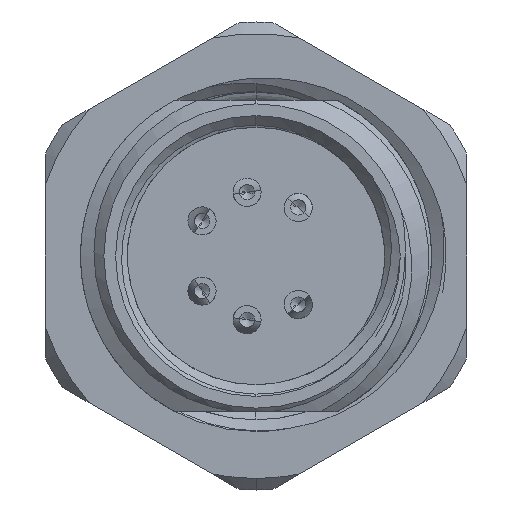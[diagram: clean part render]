
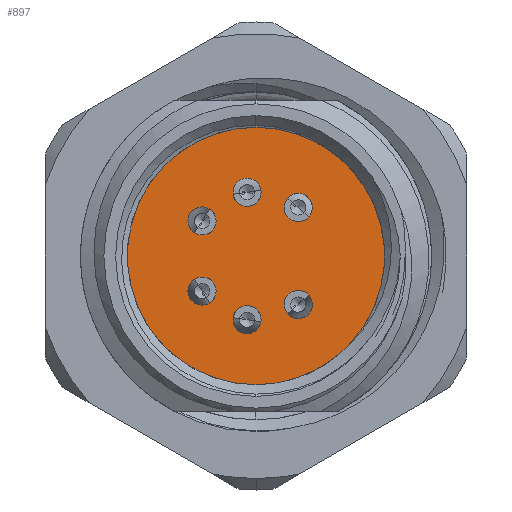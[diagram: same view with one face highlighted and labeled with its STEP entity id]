
A CAD part, left-side view. The second image highlights one B-rep face of the part: STEP entity #897.
In plain terms, the highlighted planar face has unit normal (-1, 0, 0).
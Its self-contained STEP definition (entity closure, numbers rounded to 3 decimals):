
#105 = DIRECTION ( 'NONE',  ( -1., 0., 0. ) ) ;
#127 = ORIENTED_EDGE ( 'NONE', *, *, #3591, .T. ) ;
#167 = AXIS2_PLACEMENT_3D ( 'NONE', #6891, #7313, #2706 ) ;
#182 = DIRECTION ( 'NONE',  ( 0., 0., 1. ) ) ;
#241 = CARTESIAN_POINT ( 'NONE',  ( -11.2, 0.383, 2.723 ) ) ;
#291 = DIRECTION ( 'NONE',  ( -1., 0., 0. ) ) ;
#316 = AXIS2_PLACEMENT_3D ( 'NONE', #2452, #4481, #1539 ) ;
#368 = AXIS2_PLACEMENT_3D ( 'NONE', #6530, #105, #4841 ) ;
#405 = EDGE_CURVE ( 'NONE', #2805, #4950, #7009, .T. ) ;
#722 = CARTESIAN_POINT ( 'NONE',  ( -11.2, 0.383, 2.723 ) ) ;
#740 = CIRCLE ( 'NONE', #3994, 0.6 ) ;
#771 = EDGE_LOOP ( 'NONE', ( #10273, #3547 ) ) ;
#799 = VERTEX_POINT ( 'NONE', #11756 ) ;
#815 = CARTESIAN_POINT ( 'NONE',  ( -11.2, 4., 0. ) ) ;
#846 = CARTESIAN_POINT ( 'NONE',  ( -11.2, 2.306, -2.098 ) ) ;
#897 = ADVANCED_FACE ( 'NONE', ( #10925, #5250, #5317, #5436, #8913, #9105, #9963 ), #4545, .F. ) ;
#912 = CIRCLE ( 'NONE', #167, 6. ) ;
#1035 = EDGE_CURVE ( 'NONE', #6584, #4936, #6807, .T. ) ;
#1048 = CIRCLE ( 'NONE', #6425, 0.6 ) ;
#1054 = DIRECTION ( 'NONE',  ( 0., 0., 1. ) ) ;
#1085 = CIRCLE ( 'NONE', #7790, 0.6 ) ;
#1412 = CARTESIAN_POINT ( 'NONE',  ( -11.2, 2.306, 1.498 ) ) ;
#1475 = VERTEX_POINT ( 'NONE', #8345 ) ;
#1539 = DIRECTION ( 'NONE',  ( 0., 0., 1. ) ) ;
#1580 = ORIENTED_EDGE ( 'NONE', *, *, #2931, .F. ) ;
#1760 = CARTESIAN_POINT ( 'NONE',  ( -11.2, 0.383, 3.323 ) ) ;
#1811 = DIRECTION ( 'NONE',  ( 0., 0., 1. ) ) ;
#1820 = CARTESIAN_POINT ( 'NONE',  ( -11.2, 0.383, -3.323 ) ) ;
#1942 = DIRECTION ( 'NONE',  ( -1., 0., 0. ) ) ;
#2052 = AXIS2_PLACEMENT_3D ( 'NONE', #815, #7305, #8198 ) ;
#2087 = EDGE_LOOP ( 'NONE', ( #6988, #1580 ) ) ;
#2204 = VERTEX_POINT ( 'NONE', #2505 ) ;
#2360 = EDGE_LOOP ( 'NONE', ( #10978, #127 ) ) ;
#2402 = ORIENTED_EDGE ( 'NONE', *, *, #6217, .F. ) ;
#2452 = CARTESIAN_POINT ( 'NONE',  ( -11.2, -1.804, 2.075 ) ) ;
#2470 = AXIS2_PLACEMENT_3D ( 'NONE', #6952, #6056, #9852 ) ;
#2505 = CARTESIAN_POINT ( 'NONE',  ( -11.2, -1.804, 2.675 ) ) ;
#2617 = AXIS2_PLACEMENT_3D ( 'NONE', #4660, #2812, #9226 ) ;
#2706 = DIRECTION ( 'NONE',  ( 0., 0., 1. ) ) ;
#2805 = VERTEX_POINT ( 'NONE', #1760 ) ;
#2812 = DIRECTION ( 'NONE',  ( -1., 0., 0. ) ) ;
#2931 = EDGE_CURVE ( 'NONE', #11543, #2204, #4131, .T. ) ;
#3038 = EDGE_CURVE ( 'NONE', #2204, #11543, #10292, .T. ) ;
#3298 = CARTESIAN_POINT ( 'NONE',  ( -11.2, -1.804, -2.075 ) ) ;
#3305 = ORIENTED_EDGE ( 'NONE', *, *, #6077, .F. ) ;
#3351 = EDGE_CURVE ( 'NONE', #4950, #2805, #10070, .T. ) ;
#3382 = EDGE_CURVE ( 'NONE', #4600, #7865, #1048, .T. ) ;
#3388 = CARTESIAN_POINT ( 'NONE',  ( -11.2, 0., -6. ) ) ;
#3547 = ORIENTED_EDGE ( 'NONE', *, *, #3382, .F. ) ;
#3571 = CARTESIAN_POINT ( 'NONE',  ( -11.2, 0., 0. ) ) ;
#3591 = EDGE_CURVE ( 'NONE', #8211, #8662, #8903, .T. ) ;
#3604 = DIRECTION ( 'NONE',  ( 0., 0., 1. ) ) ;
#3633 = CARTESIAN_POINT ( 'NONE',  ( -11.2, 2.306, -1.498 ) ) ;
#3759 = CARTESIAN_POINT ( 'NONE',  ( -11.2, 2.306, 1.498 ) ) ;
#3791 = CARTESIAN_POINT ( 'NONE',  ( -11.2, 2.306, -0.898 ) ) ;
#3994 = AXIS2_PLACEMENT_3D ( 'NONE', #3759, #9283, #1054 ) ;
#4111 = ORIENTED_EDGE ( 'NONE', *, *, #9016, .F. ) ;
#4131 = CIRCLE ( 'NONE', #316, 0.6 ) ;
#4207 = DIRECTION ( 'NONE',  ( 0., 0., 1. ) ) ;
#4388 = DIRECTION ( 'NONE',  ( -1., 0., 0. ) ) ;
#4481 = DIRECTION ( 'NONE',  ( -1., 0., 0. ) ) ;
#4545 = PLANE ( 'NONE',  #2052 ) ;
#4600 = VERTEX_POINT ( 'NONE', #7492 ) ;
#4656 = ORIENTED_EDGE ( 'NONE', *, *, #6182, .F. ) ;
#4660 = CARTESIAN_POINT ( 'NONE',  ( -11.2, -1.804, 2.075 ) ) ;
#4841 = DIRECTION ( 'NONE',  ( 0., 0., 1. ) ) ;
#4902 = DIRECTION ( 'NONE',  ( 0., 0., 1. ) ) ;
#4936 = VERTEX_POINT ( 'NONE', #846 ) ;
#4950 = VERTEX_POINT ( 'NONE', #8174 ) ;
#5098 = VERTEX_POINT ( 'NONE', #1820 ) ;
#5190 = DIRECTION ( 'NONE',  ( 0., 0., 1. ) ) ;
#5250 = FACE_BOUND ( 'NONE', #6369, .T. ) ;
#5264 = AXIS2_PLACEMENT_3D ( 'NONE', #3571, #5373, #5190 ) ;
#5317 = FACE_BOUND ( 'NONE', #2087, .T. ) ;
#5373 = DIRECTION ( 'NONE',  ( -1., 0., 0. ) ) ;
#5436 = FACE_BOUND ( 'NONE', #8352, .T. ) ;
#5445 = EDGE_CURVE ( 'NONE', #8662, #8211, #912, .T. ) ;
#6056 = DIRECTION ( 'NONE',  ( -1., 0., 0. ) ) ;
#6077 = EDGE_CURVE ( 'NONE', #4936, #6584, #10717, .T. ) ;
#6124 = DIRECTION ( 'NONE',  ( -1., 0., 0. ) ) ;
#6182 = EDGE_CURVE ( 'NONE', #1475, #10128, #7640, .T. ) ;
#6217 = EDGE_CURVE ( 'NONE', #10128, #1475, #11678, .T. ) ;
#6333 = EDGE_CURVE ( 'NONE', #7865, #4600, #740, .T. ) ;
#6345 = CARTESIAN_POINT ( 'NONE',  ( -11.2, -1.804, -2.675 ) ) ;
#6369 = EDGE_LOOP ( 'NONE', ( #8350, #7448 ) ) ;
#6425 = AXIS2_PLACEMENT_3D ( 'NONE', #1412, #291, #4902 ) ;
#6470 = DIRECTION ( 'NONE',  ( -1., 0., 0. ) ) ;
#6530 = CARTESIAN_POINT ( 'NONE',  ( -11.2, -1.804, -2.075 ) ) ;
#6584 = VERTEX_POINT ( 'NONE', #3791 ) ;
#6807 = CIRCLE ( 'NONE', #10264, 0.6 ) ;
#6891 = CARTESIAN_POINT ( 'NONE',  ( -11.2, 0., 0. ) ) ;
#6952 = CARTESIAN_POINT ( 'NONE',  ( -11.2, 2.306, -1.498 ) ) ;
#6988 = ORIENTED_EDGE ( 'NONE', *, *, #3038, .F. ) ;
#7009 = CIRCLE ( 'NONE', #11624, 0.6 ) ;
#7053 = EDGE_CURVE ( 'NONE', #799, #5098, #10905, .T. ) ;
#7289 = DIRECTION ( 'NONE',  ( 0., 0., 1. ) ) ;
#7305 = DIRECTION ( 'NONE',  ( 1., 0., 0. ) ) ;
#7313 = DIRECTION ( 'NONE',  ( -1., 0., 0. ) ) ;
#7448 = ORIENTED_EDGE ( 'NONE', *, *, #3351, .F. ) ;
#7492 = CARTESIAN_POINT ( 'NONE',  ( -11.2, 2.306, 0.898 ) ) ;
#7640 = CIRCLE ( 'NONE', #11869, 0.6 ) ;
#7790 = AXIS2_PLACEMENT_3D ( 'NONE', #7919, #11669, #4207 ) ;
#7865 = VERTEX_POINT ( 'NONE', #9368 ) ;
#7919 = CARTESIAN_POINT ( 'NONE',  ( -11.2, 0.383, -2.723 ) ) ;
#8174 = CARTESIAN_POINT ( 'NONE',  ( -11.2, 0.383, 2.123 ) ) ;
#8197 = AXIS2_PLACEMENT_3D ( 'NONE', #11847, #1942, #1811 ) ;
#8198 = DIRECTION ( 'NONE',  ( 0., 0., -1. ) ) ;
#8211 = VERTEX_POINT ( 'NONE', #3388 ) ;
#8345 = CARTESIAN_POINT ( 'NONE',  ( -11.2, -1.804, -1.475 ) ) ;
#8350 = ORIENTED_EDGE ( 'NONE', *, *, #405, .F. ) ;
#8352 = EDGE_LOOP ( 'NONE', ( #4656, #2402 ) ) ;
#8662 = VERTEX_POINT ( 'NONE', #9212 ) ;
#8702 = AXIS2_PLACEMENT_3D ( 'NONE', #241, #6470, #182 ) ;
#8903 = CIRCLE ( 'NONE', #5264, 6. ) ;
#8913 = FACE_BOUND ( 'NONE', #9115, .T. ) ;
#8918 = CARTESIAN_POINT ( 'NONE',  ( -11.2, -1.804, 1.475 ) ) ;
#8945 = ORIENTED_EDGE ( 'NONE', *, *, #1035, .F. ) ;
#9016 = EDGE_CURVE ( 'NONE', #5098, #799, #1085, .T. ) ;
#9105 = FACE_BOUND ( 'NONE', #9783, .T. ) ;
#9115 = EDGE_LOOP ( 'NONE', ( #9849, #4111 ) ) ;
#9212 = CARTESIAN_POINT ( 'NONE',  ( -11.2, 0., 6. ) ) ;
#9214 = DIRECTION ( 'NONE',  ( -1., 0., 0. ) ) ;
#9226 = DIRECTION ( 'NONE',  ( 0., 0., 1. ) ) ;
#9283 = DIRECTION ( 'NONE',  ( -1., 0., 0. ) ) ;
#9368 = CARTESIAN_POINT ( 'NONE',  ( -11.2, 2.306, 2.098 ) ) ;
#9783 = EDGE_LOOP ( 'NONE', ( #8945, #3305 ) ) ;
#9806 = DIRECTION ( 'NONE',  ( 0., 0., 1. ) ) ;
#9849 = ORIENTED_EDGE ( 'NONE', *, *, #7053, .F. ) ;
#9852 = DIRECTION ( 'NONE',  ( 0., 0., 1. ) ) ;
#9963 = FACE_OUTER_BOUND ( 'NONE', #2360, .T. ) ;
#10070 = CIRCLE ( 'NONE', #8702, 0.6 ) ;
#10128 = VERTEX_POINT ( 'NONE', #6345 ) ;
#10264 = AXIS2_PLACEMENT_3D ( 'NONE', #3633, #9214, #7289 ) ;
#10273 = ORIENTED_EDGE ( 'NONE', *, *, #6333, .F. ) ;
#10292 = CIRCLE ( 'NONE', #2617, 0.6 ) ;
#10717 = CIRCLE ( 'NONE', #2470, 0.6 ) ;
#10905 = CIRCLE ( 'NONE', #8197, 0.6 ) ;
#10925 = FACE_BOUND ( 'NONE', #771, .T. ) ;
#10978 = ORIENTED_EDGE ( 'NONE', *, *, #5445, .T. ) ;
#11543 = VERTEX_POINT ( 'NONE', #8918 ) ;
#11624 = AXIS2_PLACEMENT_3D ( 'NONE', #722, #4388, #3604 ) ;
#11669 = DIRECTION ( 'NONE',  ( -1., 0., 0. ) ) ;
#11678 = CIRCLE ( 'NONE', #368, 0.6 ) ;
#11756 = CARTESIAN_POINT ( 'NONE',  ( -11.2, 0.383, -2.123 ) ) ;
#11847 = CARTESIAN_POINT ( 'NONE',  ( -11.2, 0.383, -2.723 ) ) ;
#11869 = AXIS2_PLACEMENT_3D ( 'NONE', #3298, #6124, #9806 ) ;
